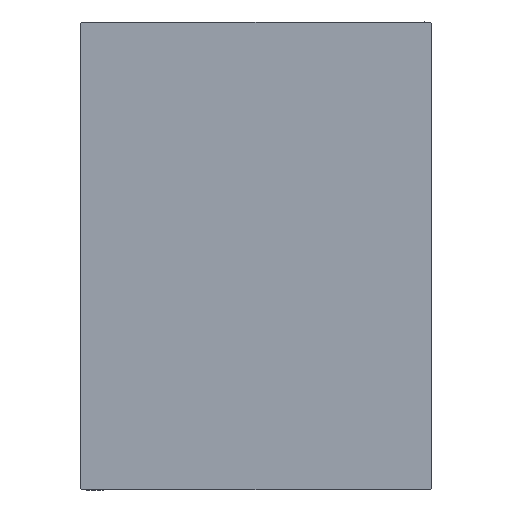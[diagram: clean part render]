
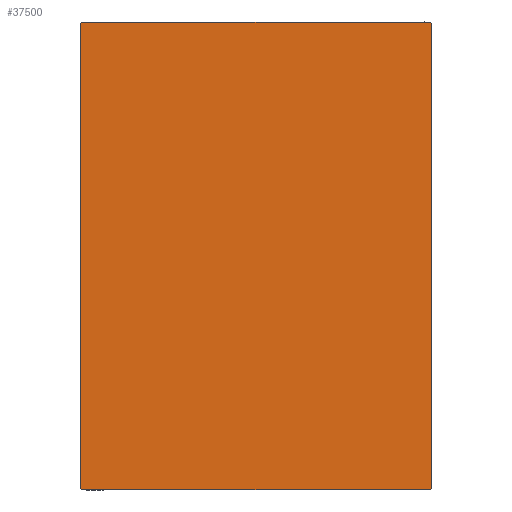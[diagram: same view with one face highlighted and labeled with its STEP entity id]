
A CAD part, left-side view. The second image highlights one B-rep face of the part: STEP entity #37500.
In plain terms, the highlighted face is planar.
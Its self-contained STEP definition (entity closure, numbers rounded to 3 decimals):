
#555 = VECTOR ( 'NONE', #13317, 1000. ) ;
#641 = EDGE_CURVE ( 'NONE', #24621, #10758, #19391, .T. ) ;
#755 = DIRECTION ( 'NONE',  ( 1., 0., 0. ) ) ;
#1205 = EDGE_LOOP ( 'NONE', ( #35691, #22188, #21866, #19481, #4760, #4007, #38873, #2677 ) ) ;
#2004 = EDGE_CURVE ( 'NONE', #29598, #5075, #13598, .T. ) ;
#2017 = EDGE_CURVE ( 'NONE', #20779, #26437, #40108, .T. ) ;
#2677 = ORIENTED_EDGE ( 'NONE', *, *, #30394, .T. ) ;
#3180 = CARTESIAN_POINT ( 'NONE',  ( 98., -37.5, 49.7 ) ) ;
#3546 = FACE_OUTER_BOUND ( 'NONE', #1205, .T. ) ;
#4007 = ORIENTED_EDGE ( 'NONE', *, *, #23360, .T. ) ;
#4760 = ORIENTED_EDGE ( 'NONE', *, *, #7991, .T. ) ;
#5075 = VERTEX_POINT ( 'NONE', #37061 ) ;
#5376 = CARTESIAN_POINT ( 'NONE',  ( 98., 37.5, 50. ) ) ;
#6018 = DIRECTION ( 'NONE',  ( 0., -0.707, 0.707 ) ) ;
#6383 = CARTESIAN_POINT ( 'NONE',  ( 98., -37.5, -50. ) ) ;
#6714 = EDGE_CURVE ( 'NONE', #23484, #29598, #36109, .T. ) ;
#7991 = EDGE_CURVE ( 'NONE', #10758, #12844, #14654, .T. ) ;
#8570 = LINE ( 'NONE', #19122, #32917 ) ;
#8999 = AXIS2_PLACEMENT_3D ( 'NONE', #20575, #755, #13877 ) ;
#9206 = DIRECTION ( 'NONE',  ( 0., 0.707, -0.707 ) ) ;
#9876 = LINE ( 'NONE', #23036, #38691 ) ;
#10079 = DIRECTION ( 'NONE',  ( 0., 0., 1. ) ) ;
#10580 = CARTESIAN_POINT ( 'NONE',  ( 98., -37.5, 50. ) ) ;
#10729 = CARTESIAN_POINT ( 'NONE',  ( 98., 37.2, 50. ) ) ;
#10758 = VERTEX_POINT ( 'NONE', #10729 ) ;
#10823 = CARTESIAN_POINT ( 'NONE',  ( 98., 37.5, 49.7 ) ) ;
#12844 = VERTEX_POINT ( 'NONE', #22434 ) ;
#13317 = DIRECTION ( 'NONE',  ( 0., -0.707, -0.707 ) ) ;
#13598 = LINE ( 'NONE', #23533, #21220 ) ;
#13877 = DIRECTION ( 'NONE',  ( 0., 0., -1. ) ) ;
#14654 = LINE ( 'NONE', #5376, #16476 ) ;
#16476 = VECTOR ( 'NONE', #28452, 1000. ) ;
#16748 = EDGE_CURVE ( 'NONE', #5075, #24621, #9876, .T. ) ;
#17116 = VECTOR ( 'NONE', #19537, 1000. ) ;
#19122 = CARTESIAN_POINT ( 'NONE',  ( 98., -43.6, -43.6 ) ) ;
#19391 = LINE ( 'NONE', #39206, #32893 ) ;
#19481 = ORIENTED_EDGE ( 'NONE', *, *, #641, .T. ) ;
#19537 = DIRECTION ( 'NONE',  ( 0., 1., 0. ) ) ;
#20575 = CARTESIAN_POINT ( 'NONE',  ( 98., 0., 0. ) ) ;
#20779 = VERTEX_POINT ( 'NONE', #3180 ) ;
#21220 = VECTOR ( 'NONE', #36657, 1000. ) ;
#21866 = ORIENTED_EDGE ( 'NONE', *, *, #16748, .T. ) ;
#22188 = ORIENTED_EDGE ( 'NONE', *, *, #2004, .T. ) ;
#22434 = CARTESIAN_POINT ( 'NONE',  ( 98., -37.2, 50. ) ) ;
#22814 = CARTESIAN_POINT ( 'NONE',  ( 98., -43.6, 43.6 ) ) ;
#23036 = CARTESIAN_POINT ( 'NONE',  ( 98., 37.5, -50. ) ) ;
#23360 = EDGE_CURVE ( 'NONE', #12844, #20779, #32496, .T. ) ;
#23484 = VERTEX_POINT ( 'NONE', #28167 ) ;
#23533 = CARTESIAN_POINT ( 'NONE',  ( 98., 43.6, -43.6 ) ) ;
#23742 = DIRECTION ( 'NONE',  ( 0., 0., -1. ) ) ;
#24621 = VERTEX_POINT ( 'NONE', #10823 ) ;
#26437 = VERTEX_POINT ( 'NONE', #35371 ) ;
#28167 = CARTESIAN_POINT ( 'NONE',  ( 98., -37.2, -50. ) ) ;
#28452 = DIRECTION ( 'NONE',  ( 0., -1., 0. ) ) ;
#29598 = VERTEX_POINT ( 'NONE', #36055 ) ;
#29826 = PLANE ( 'NONE',  #8999 ) ;
#30394 = EDGE_CURVE ( 'NONE', #26437, #23484, #8570, .T. ) ;
#32496 = LINE ( 'NONE', #22814, #555 ) ;
#32893 = VECTOR ( 'NONE', #6018, 1000. ) ;
#32917 = VECTOR ( 'NONE', #9206, 1000. ) ;
#35371 = CARTESIAN_POINT ( 'NONE',  ( 98., -37.5, -49.7 ) ) ;
#35691 = ORIENTED_EDGE ( 'NONE', *, *, #6714, .T. ) ;
#36055 = CARTESIAN_POINT ( 'NONE',  ( 98., 37.2, -50. ) ) ;
#36109 = LINE ( 'NONE', #6383, #17116 ) ;
#36657 = DIRECTION ( 'NONE',  ( 0., 0.707, 0.707 ) ) ;
#36958 = VECTOR ( 'NONE', #23742, 1000. ) ;
#37061 = CARTESIAN_POINT ( 'NONE',  ( 98., 37.5, -49.7 ) ) ;
#37500 = ADVANCED_FACE ( 'NONE', ( #3546 ), #29826, .T. ) ;
#38691 = VECTOR ( 'NONE', #10079, 1000. ) ;
#38873 = ORIENTED_EDGE ( 'NONE', *, *, #2017, .T. ) ;
#39206 = CARTESIAN_POINT ( 'NONE',  ( 98., 43.6, 43.6 ) ) ;
#40108 = LINE ( 'NONE', #10580, #36958 ) ;
